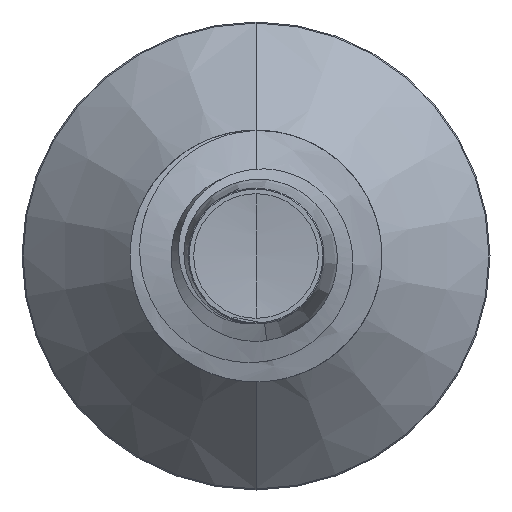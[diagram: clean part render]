
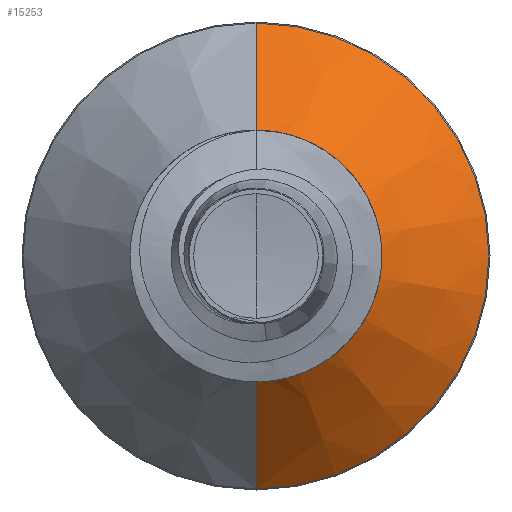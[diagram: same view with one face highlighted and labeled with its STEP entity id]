
A CAD part, front view. The second image highlights one B-rep face of the part: STEP entity #15253.
In plain terms, the highlighted conical face has half-angle 45 degrees and reference radius 2.301 mm.
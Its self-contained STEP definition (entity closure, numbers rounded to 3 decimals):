
#817 = AXIS2_PLACEMENT_3D ( 'NONE', #19724, #19707, #19704 ) ;
#2599 = VECTOR ( 'NONE', #14981, 1000. ) ;
#2677 = ORIENTED_EDGE ( 'NONE', *, *, #7145, .T. ) ;
#2975 = CARTESIAN_POINT ( 'NONE',  ( 0., 19.228, -4.628 ) ) ;
#3113 = EDGE_CURVE ( 'NONE', #14574, #7967, #10898, .T. ) ;
#3264 = ORIENTED_EDGE ( 'NONE', *, *, #3113, .F. ) ;
#3553 = VERTEX_POINT ( 'NONE', #19620 ) ;
#3583 = CARTESIAN_POINT ( 'NONE',  ( 0., 16.901, 2.301 ) ) ;
#4796 = CONICAL_SURFACE ( 'NONE', #16911, 2.301, 0.785 ) ;
#5320 = FACE_OUTER_BOUND ( 'NONE', #16046, .T. ) ;
#6001 = ORIENTED_EDGE ( 'NONE', *, *, #7911, .F. ) ;
#7145 = EDGE_CURVE ( 'NONE', #14574, #3553, #11390, .T. ) ;
#7911 = EDGE_CURVE ( 'NONE', #7967, #14677, #13253, .T. ) ;
#7967 = VERTEX_POINT ( 'NONE', #17959 ) ;
#8404 = LINE ( 'NONE', #18333, #15230 ) ;
#10898 = LINE ( 'NONE', #14816, #2599 ) ;
#11390 = CIRCLE ( 'NONE', #817, 2.301 ) ;
#12166 = DIRECTION ( 'NONE',  ( 0., 0., 1. ) ) ;
#12406 = CARTESIAN_POINT ( 'NONE',  ( 0., 16.901, 0. ) ) ;
#12580 = DIRECTION ( 'NONE',  ( 0., 1., 0. ) ) ;
#13253 = CIRCLE ( 'NONE', #14038, 4.628 ) ;
#13778 = DIRECTION ( 'NONE',  ( 0., 0., 1. ) ) ;
#13790 = DIRECTION ( 'NONE',  ( 0., 1., 0. ) ) ;
#13815 = CARTESIAN_POINT ( 'NONE',  ( 0., 19.228, 0. ) ) ;
#13828 = ORIENTED_EDGE ( 'NONE', *, *, #17390, .T. ) ;
#14038 = AXIS2_PLACEMENT_3D ( 'NONE', #13815, #13790, #13778 ) ;
#14574 = VERTEX_POINT ( 'NONE', #3583 ) ;
#14677 = VERTEX_POINT ( 'NONE', #2975 ) ;
#14816 = CARTESIAN_POINT ( 'NONE',  ( 0., 16.901, 2.301 ) ) ;
#14981 = DIRECTION ( 'NONE',  ( 0., 0.707, 0.707 ) ) ;
#15230 = VECTOR ( 'NONE', #17184, 1000. ) ;
#15253 = ADVANCED_FACE ( 'NONE', ( #5320 ), #4796, .T. ) ;
#16046 = EDGE_LOOP ( 'NONE', ( #2677, #13828, #6001, #3264 ) ) ;
#16911 = AXIS2_PLACEMENT_3D ( 'NONE', #12406, #12580, #12166 ) ;
#17184 = DIRECTION ( 'NONE',  ( 0., 0.707, -0.707 ) ) ;
#17390 = EDGE_CURVE ( 'NONE', #3553, #14677, #8404, .T. ) ;
#17959 = CARTESIAN_POINT ( 'NONE',  ( 0., 19.228, 4.628 ) ) ;
#18333 = CARTESIAN_POINT ( 'NONE',  ( 0., 16.901, -2.301 ) ) ;
#19620 = CARTESIAN_POINT ( 'NONE',  ( 0., 16.901, -2.301 ) ) ;
#19704 = DIRECTION ( 'NONE',  ( 0., 0., 1. ) ) ;
#19707 = DIRECTION ( 'NONE',  ( 0., 1., 0. ) ) ;
#19724 = CARTESIAN_POINT ( 'NONE',  ( 0., 16.901, 0. ) ) ;
